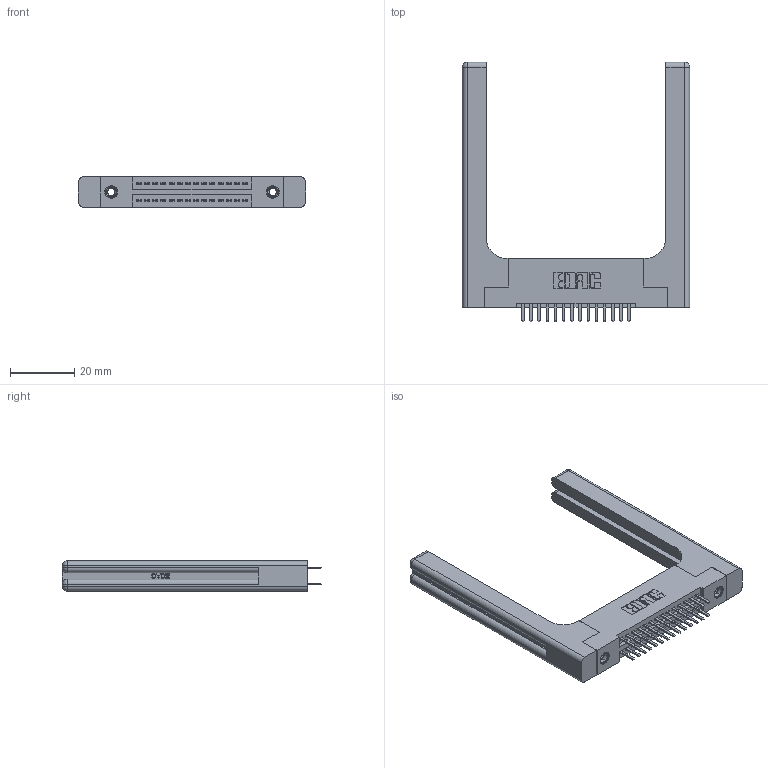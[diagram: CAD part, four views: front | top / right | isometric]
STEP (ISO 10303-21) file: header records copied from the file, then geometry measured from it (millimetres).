
FILE_DESCRIPTION (( 'STEP AP203' ), '1' );
FILE_NAME ('395-028-520-258.STEP', '2019-10-16T18:56:22', ( '' ), ( '' ), 'SwSTEP 2.0', 'SolidWorks 2016', '' );
FILE_SCHEMA (( 'CONFIG_CONTROL_DESIGN' ));
Length unit declared in the file: inch
Products named in the file (5): 345-250-001_345-250-001-102; 345-220-058_345-220-058; 395-028-520-258; 345 Part_Flush Mounting Lugs - 0.156 Dia-TH; 345-292-001_345-293-120
Assembly tree (33 placements, depth 2):
  395-028-520-258
    345 Part_Flush Mounting Lugs - 0.156 Dia-TH
    345-292-001_345-293-120  x28
    345-250-001_345-250-001-102  x2
    345-220-058_345-220-058  x2
Bounding box: 70.59 x 80.64 x 9.4 mm (x, y, z)
Volume: 15059.7 mm3; surface area: 14223.6 mm2
Topology: 33 solids, 33 shells, 1894 faces, 5403 edges, 3506 vertices
Faces by surface type: plane 1208, cylinder 626, bspline 36, cone 12, sphere 8, torus 4
Entity records: 20050 total; most frequent: CARTESIAN_POINT 4393, ORIENTED_EDGE 3112, DIRECTION 2828, EDGE_CURVE 1556, LINE 1272, VECTOR 1272, VERTEX_POINT 1026, AXIS2_PLACEMENT_3D 778
